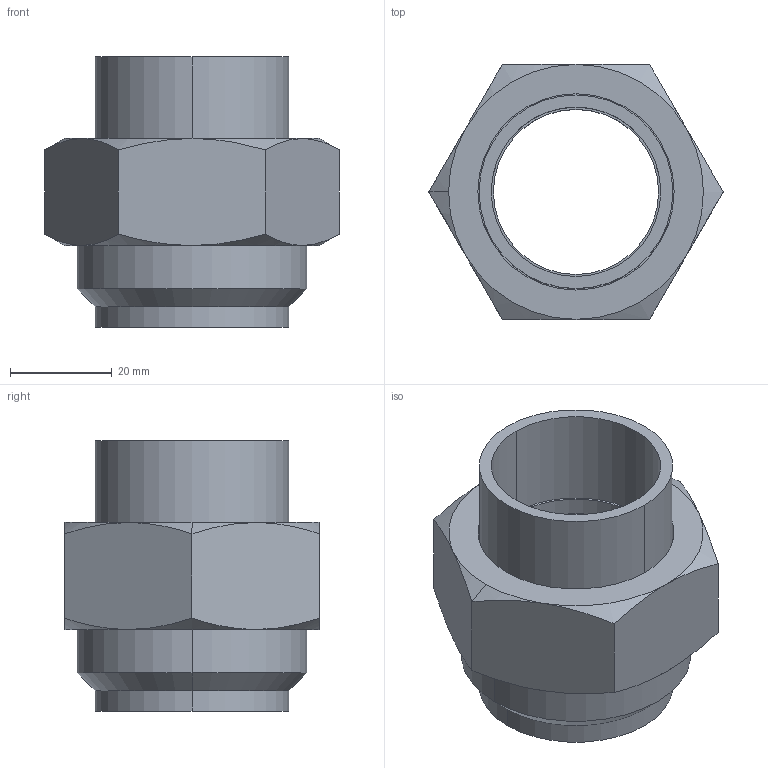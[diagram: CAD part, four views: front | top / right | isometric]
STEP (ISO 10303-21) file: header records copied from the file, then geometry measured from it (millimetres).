
FILE_DESCRIPTION (( 'STEP AP203' ), '1' );
FILE_NAME ('11-3131-06_outokumpu.step', '2015-08-07T11:21:03', ( '' ), ( '' ), 'SwSTEP 2.0', 'SolidWorks 2008', '' );
FILE_SCHEMA (( 'CONFIG_CONTROL_DESIGN' ));
Length unit declared in the file: millimetre
Products named in the file (5): 11-3131-06_outokumpu; nut-13-222-106_outokumpu_nut-13-222-106_outokumpu; case-13-555-135_outokumpu_case-13-555-135_outokumpu; nipple-13-444-017_outokumpu_nipple-13-444-017_outokumpu; seal-11-3131-06_outokumpu_seal-11-3131-06_outokumpu
Assembly tree (4 placements, depth 2):
  11-3131-06_outokumpu
    case-13-555-135_outokumpu_case-13-555-135_outokumpu
    nipple-13-444-017_outokumpu_nipple-13-444-017_outokumpu
    seal-11-3131-06_outokumpu_seal-11-3131-06_outokumpu
    nut-13-222-106_outokumpu_nut-13-222-106_outokumpu
Bounding box: 57.73 x 50 x 53 mm (x, y, z)
Volume: 39989 mm3; surface area: 24527.4 mm2
Topology: 4 solids, 4 shells, 60 faces, 124 edges, 76 vertices
Faces by surface type: cylinder 24, plane 18, cone 18
Entity records: 2251 total; most frequent: CARTESIAN_POINT 435, DIRECTION 298, ORIENTED_EDGE 248, AXIS2_PLACEMENT_3D 131, EDGE_CURVE 124, VERTEX_POINT 76, EDGE_LOOP 72, CIRCLE 64
